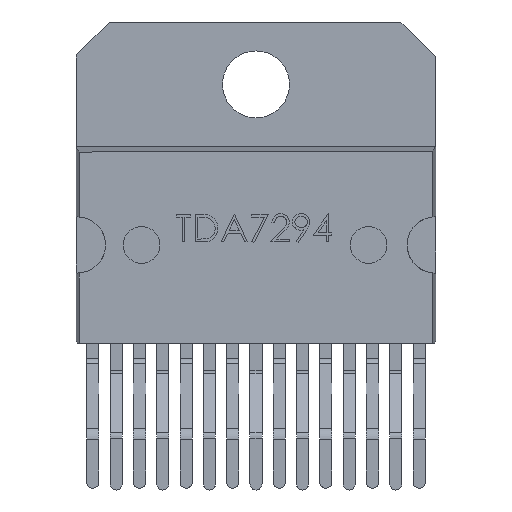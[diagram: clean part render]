
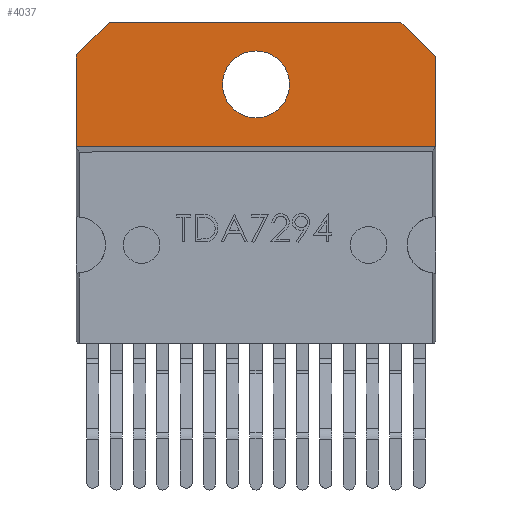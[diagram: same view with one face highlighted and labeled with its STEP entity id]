
A CAD part, front view. The second image highlights one B-rep face of the part: STEP entity #4037.
In plain terms, the highlighted planar face has unit normal (0, -1, 0).
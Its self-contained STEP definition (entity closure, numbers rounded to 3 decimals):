
#260 = CARTESIAN_POINT ( 'NONE',  ( -9.8, 0.9, 17.4 ) ) ;
#465 = EDGE_CURVE ( 'NONE', #14112, #843, #3368, .T. ) ;
#813 = EDGE_CURVE ( 'NONE', #17046, #15680, #14641, .T. ) ;
#843 = VERTEX_POINT ( 'NONE', #7663 ) ;
#880 = EDGE_CURVE ( 'NONE', #2764, #13339, #905, .T. ) ;
#905 = CIRCLE ( 'NONE', #10627, 1.825 ) ;
#928 = CARTESIAN_POINT ( 'NONE',  ( -12.295, 0.9, 19.895 ) ) ;
#973 = EDGE_CURVE ( 'NONE', #15504, #14112, #6079, .T. ) ;
#1258 = EDGE_LOOP ( 'NONE', ( #9997, #11497, #4636, #15912, #8188, #3558 ) ) ;
#1569 = FACE_OUTER_BOUND ( 'NONE', #1258, .T. ) ;
#1810 = DIRECTION ( 'NONE',  ( 1., 0., 0. ) ) ;
#2255 = DIRECTION ( 'NONE',  ( 0.707, 0., -0.707 ) ) ;
#2266 = VECTOR ( 'NONE', #4699, 1000. ) ;
#2760 = AXIS2_PLACEMENT_3D ( 'NONE', #260, #4456, #2782 ) ;
#2764 = VERTEX_POINT ( 'NONE', #3844 ) ;
#2782 = DIRECTION ( 'NONE',  ( 0., 0., -1. ) ) ;
#3120 = EDGE_CURVE ( 'NONE', #13339, #2764, #13757, .T. ) ;
#3254 = CARTESIAN_POINT ( 'NONE',  ( 9.787, 0.9, 22.313 ) ) ;
#3368 = LINE ( 'NONE', #928, #2266 ) ;
#3493 = LINE ( 'NONE', #7832, #16403 ) ;
#3558 = ORIENTED_EDGE ( 'NONE', *, *, #465, .F. ) ;
#3613 = ORIENTED_EDGE ( 'NONE', *, *, #880, .F. ) ;
#3844 = CARTESIAN_POINT ( 'NONE',  ( 0., 0.9, 22.625 ) ) ;
#4037 = ADVANCED_FACE ( 'NONE', ( #1569, #5768 ), #14919, .T. ) ;
#4456 = DIRECTION ( 'NONE',  ( 0., -1., 0. ) ) ;
#4477 = VECTOR ( 'NONE', #4967, 1000. ) ;
#4630 = LINE ( 'NONE', #9728, #4876 ) ;
#4636 = ORIENTED_EDGE ( 'NONE', *, *, #14172, .F. ) ;
#4699 = DIRECTION ( 'NONE',  ( 0.707, 0., 0.707 ) ) ;
#4876 = VECTOR ( 'NONE', #1810, 1000. ) ;
#4967 = DIRECTION ( 'NONE',  ( -1., 0., 0. ) ) ;
#5545 = CARTESIAN_POINT ( 'NONE',  ( -9.787, 0.9, 17.4 ) ) ;
#5768 = FACE_BOUND ( 'NONE', #8656, .T. ) ;
#6079 = LINE ( 'NONE', #6161, #10721 ) ;
#6161 = CARTESIAN_POINT ( 'NONE',  ( -9.787, 0.9, 17.4 ) ) ;
#6170 = ORIENTED_EDGE ( 'NONE', *, *, #3120, .F. ) ;
#6858 = DIRECTION ( 'NONE',  ( 0., -1., 0. ) ) ;
#6987 = CARTESIAN_POINT ( 'NONE',  ( 9.787, 0.9, 17.4 ) ) ;
#7411 = DIRECTION ( 'NONE',  ( 0., 0., -1. ) ) ;
#7631 = EDGE_CURVE ( 'NONE', #15504, #15886, #4630, .T. ) ;
#7663 = CARTESIAN_POINT ( 'NONE',  ( -7.99, 0.9, 24.2 ) ) ;
#7832 = CARTESIAN_POINT ( 'NONE',  ( 9.787, 0.9, 17.4 ) ) ;
#8188 = ORIENTED_EDGE ( 'NONE', *, *, #11992, .T. ) ;
#8656 = EDGE_LOOP ( 'NONE', ( #6170, #3613 ) ) ;
#9728 = CARTESIAN_POINT ( 'NONE',  ( -9.8, 0.9, 17.4 ) ) ;
#9997 = ORIENTED_EDGE ( 'NONE', *, *, #973, .F. ) ;
#10177 = DIRECTION ( 'NONE',  ( 0., -1., 0. ) ) ;
#10225 = CARTESIAN_POINT ( 'NONE',  ( 7.9, 0.9, 24.2 ) ) ;
#10321 = LINE ( 'NONE', #13172, #4477 ) ;
#10627 = AXIS2_PLACEMENT_3D ( 'NONE', #13780, #6858, #16107 ) ;
#10721 = VECTOR ( 'NONE', #11425, 1000. ) ;
#11425 = DIRECTION ( 'NONE',  ( 0., 0., 1. ) ) ;
#11497 = ORIENTED_EDGE ( 'NONE', *, *, #7631, .T. ) ;
#11573 = DIRECTION ( 'NONE',  ( 0., 0., -1. ) ) ;
#11736 = CARTESIAN_POINT ( 'NONE',  ( -9.787, 0.9, 22.403 ) ) ;
#11992 = EDGE_CURVE ( 'NONE', #17046, #843, #10321, .T. ) ;
#12641 = AXIS2_PLACEMENT_3D ( 'NONE', #16754, #10177, #7411 ) ;
#13172 = CARTESIAN_POINT ( 'NONE',  ( -9.8, 0.9, 24.2 ) ) ;
#13339 = VERTEX_POINT ( 'NONE', #15913 ) ;
#13757 = CIRCLE ( 'NONE', #12641, 1.825 ) ;
#13780 = CARTESIAN_POINT ( 'NONE',  ( 0., 0.9, 20.8 ) ) ;
#14112 = VERTEX_POINT ( 'NONE', #11736 ) ;
#14153 = CARTESIAN_POINT ( 'NONE',  ( 7.9, 0.9, 24.2 ) ) ;
#14172 = EDGE_CURVE ( 'NONE', #15680, #15886, #3493, .T. ) ;
#14641 = LINE ( 'NONE', #14153, #16987 ) ;
#14919 = PLANE ( 'NONE',  #2760 ) ;
#15504 = VERTEX_POINT ( 'NONE', #5545 ) ;
#15680 = VERTEX_POINT ( 'NONE', #3254 ) ;
#15886 = VERTEX_POINT ( 'NONE', #6987 ) ;
#15912 = ORIENTED_EDGE ( 'NONE', *, *, #813, .F. ) ;
#15913 = CARTESIAN_POINT ( 'NONE',  ( 0., 0.9, 18.975 ) ) ;
#16107 = DIRECTION ( 'NONE',  ( 0., 0., -1. ) ) ;
#16403 = VECTOR ( 'NONE', #11573, 1000. ) ;
#16754 = CARTESIAN_POINT ( 'NONE',  ( 0., 0.9, 20.8 ) ) ;
#16987 = VECTOR ( 'NONE', #2255, 1000. ) ;
#17046 = VERTEX_POINT ( 'NONE', #10225 ) ;
